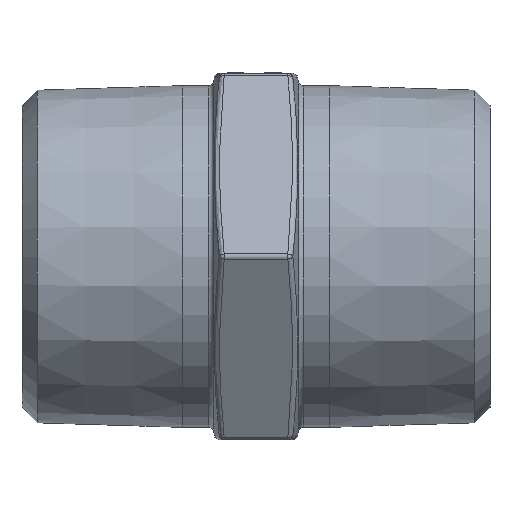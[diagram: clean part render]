
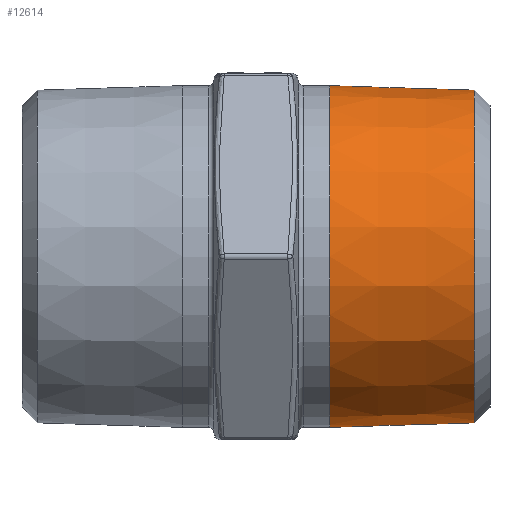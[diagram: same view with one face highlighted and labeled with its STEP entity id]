
A CAD part, front view. The second image highlights one B-rep face of the part: STEP entity #12614.
In plain terms, the highlighted conical face has half-angle 1.79 degrees and reference radius 16.3 mm.
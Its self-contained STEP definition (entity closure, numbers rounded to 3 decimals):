
#444 = VERTEX_POINT ( 'NONE', #8408 ) ;
#447 = CONICAL_SURFACE ( 'NONE', #4210, 16.3, 0.031 ) ;
#533 = FACE_OUTER_BOUND ( 'NONE', #7362, .T. ) ;
#534 = FACE_BOUND ( 'NONE', #7407, .T. ) ;
#2475 = AXIS2_PLACEMENT_3D ( 'NONE', #10992, #10994, #10988 ) ;
#4210 = AXIS2_PLACEMENT_3D ( 'NONE', #8427, #8345, #8404 ) ;
#7204 = CARTESIAN_POINT ( 'NONE',  ( 7.242, 0., 16.792 ) ) ;
#7224 = AXIS2_PLACEMENT_3D ( 'NONE', #12673, #12672, #12671 ) ;
#7362 = EDGE_LOOP ( 'NONE', ( #8472 ) ) ;
#7407 = EDGE_LOOP ( 'NONE', ( #8488 ) ) ;
#7712 = EDGE_CURVE ( 'NONE', #8378, #8378, #11533, .T. ) ;
#7885 = EDGE_CURVE ( 'NONE', #444, #444, #10630, .T. ) ;
#8345 = DIRECTION ( 'NONE',  ( -1., 0., 0. ) ) ;
#8378 = VERTEX_POINT ( 'NONE', #7204 ) ;
#8404 = DIRECTION ( 'NONE',  ( 0., 0., 1. ) ) ;
#8408 = CARTESIAN_POINT ( 'NONE',  ( 21.472, 0., -16.348 ) ) ;
#8427 = CARTESIAN_POINT ( 'NONE',  ( 23., 0., 0. ) ) ;
#8472 = ORIENTED_EDGE ( 'NONE', *, *, #7712, .F. ) ;
#8488 = ORIENTED_EDGE ( 'NONE', *, *, #7885, .T. ) ;
#10630 = CIRCLE ( 'NONE', #7224, 16.348 ) ;
#10988 = DIRECTION ( 'NONE',  ( 0., 0., 1. ) ) ;
#10992 = CARTESIAN_POINT ( 'NONE',  ( 7.242, 0., 0. ) ) ;
#10994 = DIRECTION ( 'NONE',  ( -1., 0., 0. ) ) ;
#11533 = CIRCLE ( 'NONE', #2475, 16.792 ) ;
#12614 = ADVANCED_FACE ( 'NONE', ( #534, #533 ), #447, .T. ) ;
#12671 = DIRECTION ( 'NONE',  ( 0., 0., -1. ) ) ;
#12672 = DIRECTION ( 'NONE',  ( -1., 0., 0. ) ) ;
#12673 = CARTESIAN_POINT ( 'NONE',  ( 21.472, 0., 0. ) ) ;
